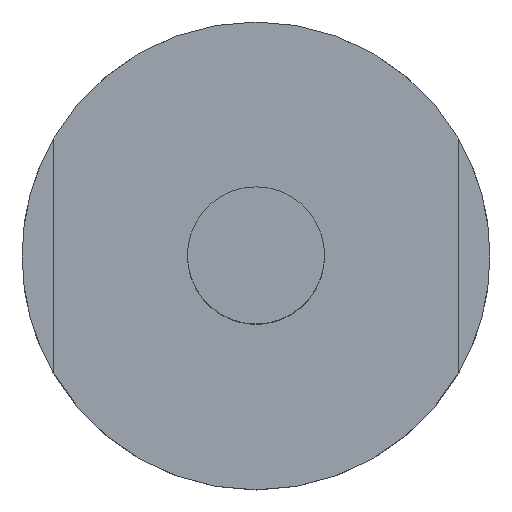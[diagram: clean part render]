
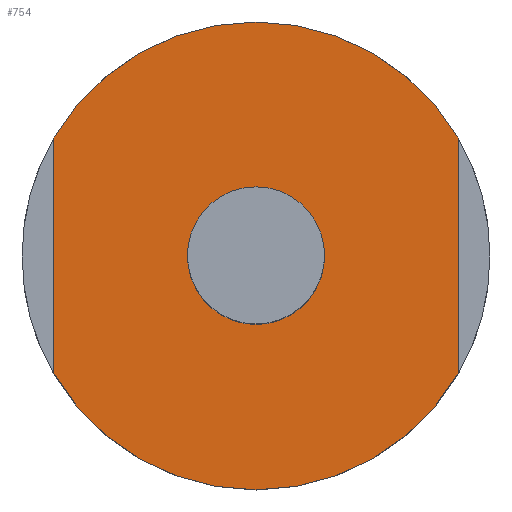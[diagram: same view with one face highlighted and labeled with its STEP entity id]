
A CAD part, top view. The second image highlights one B-rep face of the part: STEP entity #754.
In plain terms, the highlighted planar face has unit normal (0, 0, 1).
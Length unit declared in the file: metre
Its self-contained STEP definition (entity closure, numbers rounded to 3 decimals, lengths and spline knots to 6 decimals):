
#43 = CARTESIAN_POINT ( 'NONE',  ( 0., 0., 0. ) ) ;
#60 = DIRECTION ( 'NONE',  ( 0., 0., -1. ) ) ;
#166 = EDGE_LOOP ( 'NONE', ( #3527, #3905, #1459, #322 ) ) ;
#264 = LINE ( 'NONE', #1311, #1656 ) ;
#322 = ORIENTED_EDGE ( 'NONE', *, *, #5027, .T. ) ;
#334 = DIRECTION ( 'NONE',  ( -1., 0., 0. ) ) ;
#416 = DIRECTION ( 'NONE',  ( -1., 0., 0. ) ) ;
#512 = EDGE_CURVE ( 'NONE', #5423, #3799, #5956, .T. ) ;
#575 = DIRECTION ( 'NONE',  ( -1., 0., 0. ) ) ;
#754 = ADVANCED_FACE ( 'NONE', ( #3378, #2107 ), #3277, .F. ) ;
#1163 = DIRECTION ( 'NONE',  ( 0., 0., -1. ) ) ;
#1280 = CARTESIAN_POINT ( 'NONE',  ( 0., 0., 0. ) ) ;
#1311 = CARTESIAN_POINT ( 'NONE',  ( 0.0095, 0.005545, 0. ) ) ;
#1459 = ORIENTED_EDGE ( 'NONE', *, *, #6662, .F. ) ;
#1506 = VECTOR ( 'NONE', #4529, 1. ) ;
#1656 = VECTOR ( 'NONE', #5582, 1. ) ;
#2107 = FACE_OUTER_BOUND ( 'NONE', #166, .T. ) ;
#2351 = ORIENTED_EDGE ( 'NONE', *, *, #512, .T. ) ;
#2413 = VERTEX_POINT ( 'NONE', #4987 ) ;
#2416 = AXIS2_PLACEMENT_3D ( 'NONE', #43, #60, #3809 ) ;
#2469 = AXIS2_PLACEMENT_3D ( 'NONE', #6731, #3530, #334 ) ;
#2502 = CARTESIAN_POINT ( 'NONE',  ( -0.0095, 0.005545, 0. ) ) ;
#2503 = EDGE_LOOP ( 'NONE', ( #4732, #2351 ) ) ;
#2718 = DIRECTION ( 'NONE',  ( 0., 0., -1. ) ) ;
#3277 = PLANE ( 'NONE',  #2416 ) ;
#3378 = FACE_BOUND ( 'NONE', #2503, .T. ) ;
#3527 = ORIENTED_EDGE ( 'NONE', *, *, #5327, .F. ) ;
#3530 = DIRECTION ( 'NONE',  ( 0., 0., -1. ) ) ;
#3594 = CIRCLE ( 'NONE', #6029, 0.011 ) ;
#3623 = DIRECTION ( 'NONE',  ( 0., 0., -1. ) ) ;
#3799 = VERTEX_POINT ( 'NONE', #3815 ) ;
#3809 = DIRECTION ( 'NONE',  ( -1., 0., 0. ) ) ;
#3815 = CARTESIAN_POINT ( 'NONE',  ( -0.003225, 0., 0. ) ) ;
#3905 = ORIENTED_EDGE ( 'NONE', *, *, #5024, .F. ) ;
#3984 = AXIS2_PLACEMENT_3D ( 'NONE', #5907, #2718, #6446 ) ;
#3999 = CARTESIAN_POINT ( 'NONE',  ( -0.0095, 0.005545, 0. ) ) ;
#4351 = LINE ( 'NONE', #3999, #1506 ) ;
#4400 = CARTESIAN_POINT ( 'NONE',  ( 0.003225, 0., 0. ) ) ;
#4497 = VERTEX_POINT ( 'NONE', #5177 ) ;
#4504 = VERTEX_POINT ( 'NONE', #2502 ) ;
#4529 = DIRECTION ( 'NONE',  ( 0., -1., 0. ) ) ;
#4732 = ORIENTED_EDGE ( 'NONE', *, *, #6560, .T. ) ;
#4860 = CARTESIAN_POINT ( 'NONE',  ( 0.0095, 0.005545, 0. ) ) ;
#4987 = CARTESIAN_POINT ( 'NONE',  ( 0.0095, -0.005545, 0. ) ) ;
#5024 = EDGE_CURVE ( 'NONE', #5848, #2413, #264, .T. ) ;
#5027 = EDGE_CURVE ( 'NONE', #4504, #4497, #4351, .T. ) ;
#5177 = CARTESIAN_POINT ( 'NONE',  ( -0.0095, -0.005545, 0. ) ) ;
#5327 = EDGE_CURVE ( 'NONE', #2413, #4497, #5350, .T. ) ;
#5341 = CIRCLE ( 'NONE', #2469, 0.003225 ) ;
#5350 = CIRCLE ( 'NONE', #3984, 0.011 ) ;
#5423 = VERTEX_POINT ( 'NONE', #4400 ) ;
#5582 = DIRECTION ( 'NONE',  ( 0., -1., 0. ) ) ;
#5692 = AXIS2_PLACEMENT_3D ( 'NONE', #1280, #1163, #575 ) ;
#5848 = VERTEX_POINT ( 'NONE', #4860 ) ;
#5907 = CARTESIAN_POINT ( 'NONE',  ( 0., 0., 0. ) ) ;
#5956 = CIRCLE ( 'NONE', #5692, 0.003225 ) ;
#6029 = AXIS2_PLACEMENT_3D ( 'NONE', #6814, #3623, #416 ) ;
#6446 = DIRECTION ( 'NONE',  ( -1., 0., 0. ) ) ;
#6560 = EDGE_CURVE ( 'NONE', #3799, #5423, #5341, .T. ) ;
#6662 = EDGE_CURVE ( 'NONE', #4504, #5848, #3594, .T. ) ;
#6731 = CARTESIAN_POINT ( 'NONE',  ( 0., 0., 0. ) ) ;
#6814 = CARTESIAN_POINT ( 'NONE',  ( 0., 0., 0. ) ) ;
